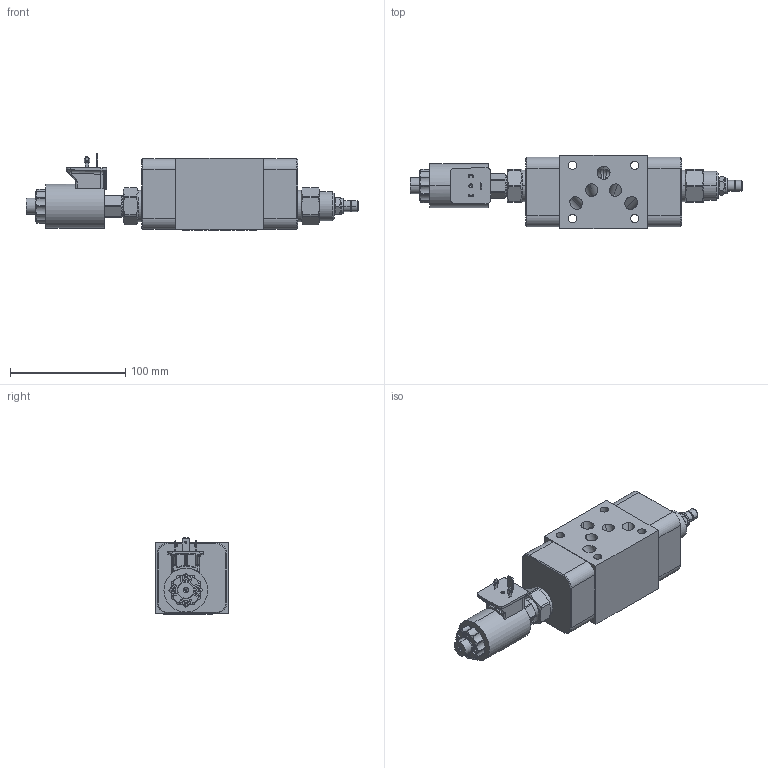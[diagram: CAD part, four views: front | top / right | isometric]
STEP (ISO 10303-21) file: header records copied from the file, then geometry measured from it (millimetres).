
FILE_DESCRIPTION((''),'2;1');
FILE_NAME('X2DXLANFA224_ASM','2021-02-23T',('ProEService'),(''),'PRO/ENGINEER BY PARAMETRIC TECHNOLOGY CORPORATION, 2014200','PRO/ENGINEER BY PARAMETRIC TECHNOLOGY CORPORATION, 2014200','');
FILE_SCHEMA(('CONFIG_CONTROL_DESIGN'));
Length unit declared in the file: inch
Products named in the file (6): 158-274; DFDA8DN; DTAFMHN224; FXDALAN; 500-001-014; X2DXLANFA224_ASM
Assembly tree (9 placements, depth 2):
  X2DXLANFA224_ASM
    158-274
    DFDA8DN
    DTAFMHN224
    FXDALAN
    500-001-014  x5
Bounding box: 287.55 x 63.5 x 66.62 mm (x, y, z)
Volume: 565613.4 mm3; surface area: 123536.2 mm2
Topology: 12 solids, 13 shells, 1217 faces, 3311 edges, 2372 vertices
Faces by surface type: cylinder 448, plane 394, cone 173, torus 102, bspline 38, revolution 36, sphere 26
Entity records: 45029 total; most frequent: CARTESIAN_POINT 15208, DIRECTION 6212, ORIENTED_EDGE 5756, EDGE_CURVE 2878, AXIS2_PLACEMENT_3D 2289, VERTEX_POINT 1788, VECTOR 1614, LINE 1614
